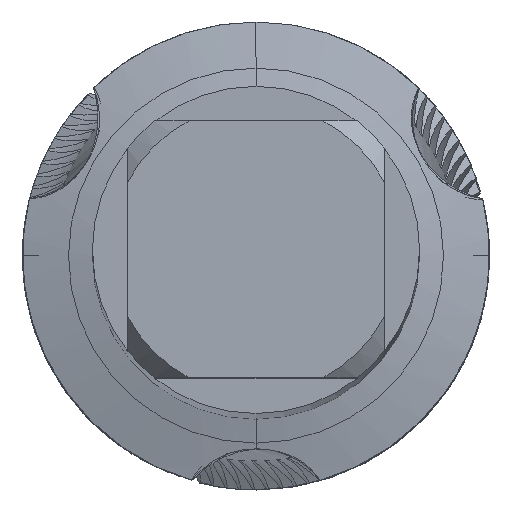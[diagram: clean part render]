
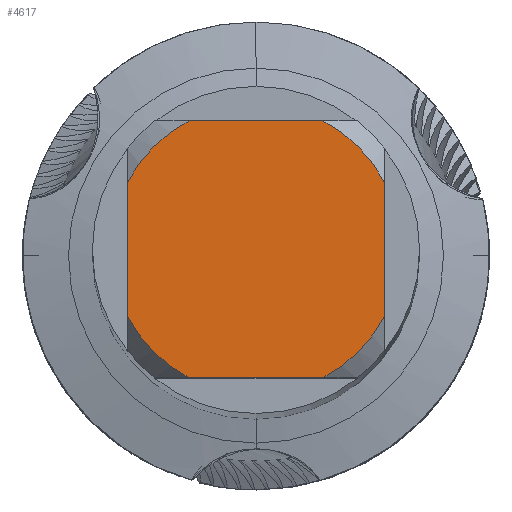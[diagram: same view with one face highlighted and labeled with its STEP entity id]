
A CAD part, top view. The second image highlights one B-rep face of the part: STEP entity #4617.
In plain terms, the highlighted planar face has unit normal (0, 0, 1).
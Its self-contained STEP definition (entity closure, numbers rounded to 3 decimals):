
#1617=EDGE_CURVE('',#2323,#1931,#4766,.T.);
#1667=VERTEX_POINT('',#4819);
#1931=VERTEX_POINT('',#5108);
#1987=VERTEX_POINT('',#5169);
#2221=VERTEX_POINT('',#5424);
#2275=VERTEX_POINT('',#5485);
#2323=VERTEX_POINT('',#5536);
#2723=EDGE_CURVE('',#2221,#1667,#5976,.T.);
#3399=EDGE_CURVE('',#1987,#1931,#6706,.T.);
#3411=EDGE_CURVE('',#2221,#3471,#6718,.T.);
#3439=EDGE_CURVE('',#2323,#4299,#6752,.T.);
#3471=VERTEX_POINT('',#6786);
#3621=EDGE_CURVE('',#1987,#3471,#6947,.T.);
#3649=EDGE_CURVE('',#2275,#4299,#6975,.T.);
#4291=EDGE_CURVE('',#2275,#1667,#7671,.T.);
#4299=VERTEX_POINT('',#7679);
#4617=ADVANCED_FACE('',(#8037),#8038,.T.);
#4766=LINE('',#8190,#8191);
#4819=CARTESIAN_POINT('',(-2.75,-1.431,0.0));
#5108=CARTESIAN_POINT('',(2.75,1.431,0.0));
#5169=CARTESIAN_POINT('',(1.431,2.75,0.0));
#5424=CARTESIAN_POINT('',(-2.75,1.431,0.0));
#5485=CARTESIAN_POINT('',(-1.431,-2.75,0.0));
#5536=CARTESIAN_POINT('',(2.75,-1.431,0.0));
#5976=LINE('',#10934,#10935);
#6706=CIRCLE('',#12731,3.1);
#6718=CIRCLE('',#12764,3.1);
#6752=CIRCLE('',#12861,3.1);
#6786=CARTESIAN_POINT('',(-1.431,2.75,0.0));
#6947=LINE('',#13350,#13351);
#6975=LINE('',#13408,#13409);
#7671=CIRCLE('',#15027,3.1);
#7679=CARTESIAN_POINT('',(1.431,-2.75,0.0));
#8037=FACE_OUTER_BOUND('',#16015,.T.);
#8038=PLANE('',#16016);
#8190=CARTESIAN_POINT('',(2.75,0.775,0.0));
#8191=VECTOR('',#16295,1.0);
#10934=CARTESIAN_POINT('',(-2.75,0.775,0.0));
#10935=VECTOR('',#17622,1.0);
#12731=AXIS2_PLACEMENT_3D('',#18326,#18327,#18328);
#12764=AXIS2_PLACEMENT_3D('',#18336,#18337,#18338);
#12861=AXIS2_PLACEMENT_3D('',#18393,#18394,#18395);
#13350=CARTESIAN_POINT('',(0.0,2.75,0.0));
#13351=VECTOR('',#18560,1.0);
#13408=CARTESIAN_POINT('',(0.0,-2.75,0.0));
#13409=VECTOR('',#18580,1.0);
#15027=AXIS2_PLACEMENT_3D('',#19282,#19283,#19284);
#16015=EDGE_LOOP('',(#19914,#19915,#19916,#19917,#19918,#19919,#19920,#19921));
#16016=AXIS2_PLACEMENT_3D('',#19922,#19923,#19924);
#16295=DIRECTION('',(-0.0,1.0,0.0));
#17622=DIRECTION('',(-0.0,-1.0,0.0));
#18326=CARTESIAN_POINT('',(0.0,0.0,0.0));
#18327=DIRECTION('',(0.0,0.0,-1.0));
#18328=DIRECTION('',(0.0,1.0,0.0));
#18336=CARTESIAN_POINT('',(0.0,0.0,0.0));
#18337=DIRECTION('',(0.0,0.0,-1.0));
#18338=DIRECTION('',(0.0,1.0,0.0));
#18393=CARTESIAN_POINT('',(0.0,0.0,0.0));
#18394=DIRECTION('',(0.0,0.0,-1.0));
#18395=DIRECTION('',(0.0,1.0,0.0));
#18560=DIRECTION('',(-1.0,0.0,0.0));
#18580=DIRECTION('',(1.0,0.0,0.0));
#19282=CARTESIAN_POINT('',(0.0,0.0,0.0));
#19283=DIRECTION('',(0.0,0.0,-1.0));
#19284=DIRECTION('',(0.0,1.0,0.0));
#19914=ORIENTED_EDGE('',*,*,#2723,.T.);
#19915=ORIENTED_EDGE('',*,*,#4291,.F.);
#19916=ORIENTED_EDGE('',*,*,#3649,.T.);
#19917=ORIENTED_EDGE('',*,*,#3439,.F.);
#19918=ORIENTED_EDGE('',*,*,#1617,.T.);
#19919=ORIENTED_EDGE('',*,*,#3399,.F.);
#19920=ORIENTED_EDGE('',*,*,#3621,.T.);
#19921=ORIENTED_EDGE('',*,*,#3411,.F.);
#19922=CARTESIAN_POINT('',(0.0,1.55,0.0));
#19923=DIRECTION('',(-0.0,0.0,1.0));
#19924=DIRECTION('',(0.0,-1.0,0.0));
